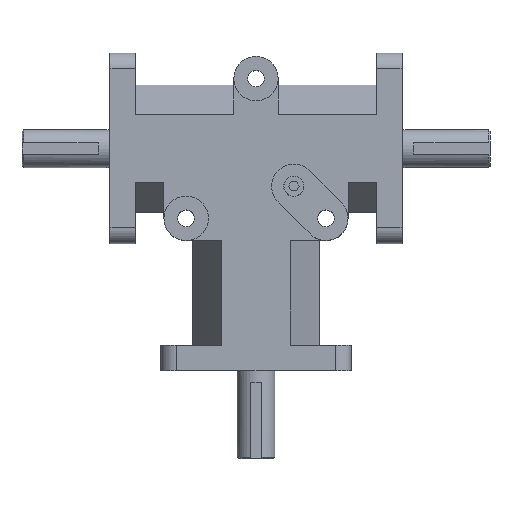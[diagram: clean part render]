
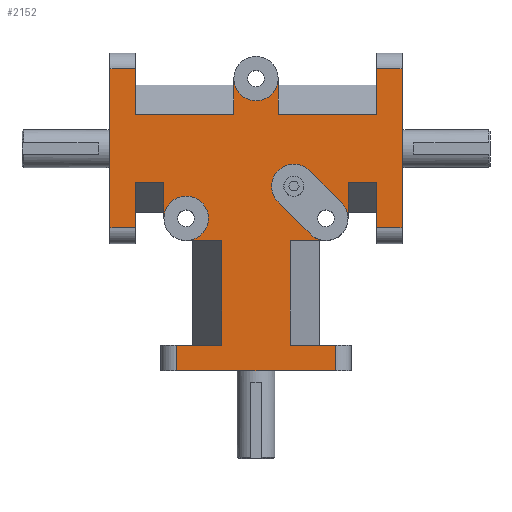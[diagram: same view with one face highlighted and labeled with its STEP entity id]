
A CAD part, top view. The second image highlights one B-rep face of the part: STEP entity #2152.
In plain terms, the highlighted planar face has unit normal (0, 0, 1).
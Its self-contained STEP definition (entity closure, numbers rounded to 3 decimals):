
#59=VECTOR('',#2613,1.);
#60=VECTOR('',#2618,1.);
#65=VECTOR('',#2637,1.);
#70=VECTOR('',#2658,1.);
#75=VECTOR('',#2677,1.);
#78=VECTOR('',#2690,1.);
#84=VECTOR('',#2703,1.);
#86=VECTOR('',#2710,1.);
#92=VECTOR('',#2725,1.);
#100=VECTOR('',#2738,1.);
#119=VECTOR('',#2765,1.);
#120=VECTOR('',#2766,1.);
#121=VECTOR('',#2769,1.);
#122=VECTOR('',#2770,1.);
#123=VECTOR('',#2771,1.);
#124=VECTOR('',#2772,1.);
#125=VECTOR('',#2773,1.);
#126=VECTOR('',#2774,1.);
#127=VECTOR('',#2777,1.);
#128=VECTOR('',#2778,1.);
#129=VECTOR('',#2779,1.);
#130=VECTOR('',#2780,1.);
#131=VECTOR('',#2781,1.);
#132=VECTOR('',#2782,1.);
#133=VECTOR('',#2785,1.);
#134=VECTOR('',#2788,1.);
#135=VECTOR('',#2789,1.);
#136=VECTOR('',#2790,1.);
#137=VECTOR('',#2791,1.);
#247=LINE('',#3205,#59);
#248=LINE('',#3210,#60);
#253=LINE('',#3232,#65);
#258=LINE('',#3255,#70);
#263=LINE('',#3277,#75);
#266=LINE('',#3291,#78);
#272=LINE('',#3309,#84);
#274=LINE('',#3316,#86);
#280=LINE('',#3335,#92);
#288=LINE('',#3352,#100);
#307=LINE('',#3391,#119);
#308=LINE('',#3393,#120);
#309=LINE('',#3397,#121);
#310=LINE('',#3399,#122);
#311=LINE('',#3401,#123);
#312=LINE('',#3402,#124);
#313=LINE('',#3403,#125);
#314=LINE('',#3405,#126);
#315=LINE('',#3409,#127);
#316=LINE('',#3411,#128);
#317=LINE('',#3413,#129);
#318=LINE('',#3414,#130);
#319=LINE('',#3416,#131);
#320=LINE('',#3418,#132);
#321=LINE('',#3422,#133);
#322=LINE('',#3426,#134);
#323=LINE('',#3429,#135);
#324=LINE('',#3431,#136);
#325=LINE('',#3432,#137);
#425=PLANE('',#2348);
#537=VERTEX_POINT('',#3199);
#540=VERTEX_POINT('',#3204);
#542=VERTEX_POINT('',#3209);
#543=VERTEX_POINT('',#3211);
#549=VERTEX_POINT('',#3226);
#552=VERTEX_POINT('',#3231);
#562=VERTEX_POINT('',#3254);
#563=VERTEX_POINT('',#3256);
#569=VERTEX_POINT('',#3271);
#572=VERTEX_POINT('',#3276);
#578=VERTEX_POINT('',#3290);
#579=VERTEX_POINT('',#3292);
#586=VERTEX_POINT('',#3308);
#589=VERTEX_POINT('',#3317);
#602=VERTEX_POINT('',#3351);
#618=VERTEX_POINT('',#3392);
#619=VERTEX_POINT('',#3394);
#620=VERTEX_POINT('',#3396);
#621=VERTEX_POINT('',#3398);
#622=VERTEX_POINT('',#3400);
#623=VERTEX_POINT('',#3404);
#624=VERTEX_POINT('',#3406);
#625=VERTEX_POINT('',#3408);
#626=VERTEX_POINT('',#3410);
#627=VERTEX_POINT('',#3412);
#628=VERTEX_POINT('',#3415);
#629=VERTEX_POINT('',#3417);
#630=VERTEX_POINT('',#3419);
#631=VERTEX_POINT('',#3421);
#632=VERTEX_POINT('',#3423);
#633=VERTEX_POINT('',#3425);
#634=VERTEX_POINT('',#3427);
#635=VERTEX_POINT('',#3428);
#636=VERTEX_POINT('',#3430);
#766=CIRCLE('',#2349,11.113);
#767=CIRCLE('',#2350,11.113);
#768=CIRCLE('',#2351,11.113);
#769=CIRCLE('',#2352,11.113);
#873=EDGE_CURVE('',#540,#537,#247,.T.);
#875=EDGE_CURVE('',#542,#543,#248,.T.);
#885=EDGE_CURVE('',#552,#549,#253,.T.);
#895=EDGE_CURVE('',#562,#563,#258,.T.);
#905=EDGE_CURVE('',#572,#569,#263,.T.);
#911=EDGE_CURVE('',#578,#579,#266,.T.);
#920=EDGE_CURVE('',#586,#540,#272,.T.);
#924=EDGE_CURVE('',#543,#589,#274,.T.);
#934=EDGE_CURVE('',#549,#562,#280,.T.);
#944=EDGE_CURVE('',#602,#572,#288,.T.);
#966=EDGE_CURVE('',#618,#586,#307,.T.);
#967=EDGE_CURVE('',#619,#618,#308,.T.);
#968=EDGE_CURVE('',#619,#620,#766,.T.);
#969=EDGE_CURVE('',#621,#620,#309,.T.);
#970=EDGE_CURVE('',#622,#621,#310,.T.);
#971=EDGE_CURVE('',#579,#622,#311,.T.);
#972=EDGE_CURVE('',#569,#578,#312,.T.);
#973=EDGE_CURVE('',#623,#602,#313,.T.);
#974=EDGE_CURVE('',#624,#623,#314,.T.);
#975=EDGE_CURVE('',#624,#625,#767,.T.);
#976=EDGE_CURVE('',#626,#625,#315,.T.);
#977=EDGE_CURVE('',#627,#626,#316,.T.);
#978=EDGE_CURVE('',#563,#627,#317,.T.);
#979=EDGE_CURVE('',#628,#552,#318,.T.);
#980=EDGE_CURVE('',#629,#628,#319,.T.);
#981=EDGE_CURVE('',#630,#629,#320,.T.);
#982=EDGE_CURVE('',#630,#631,#768,.T.);
#983=EDGE_CURVE('',#631,#632,#321,.T.);
#984=EDGE_CURVE('',#632,#633,#769,.T.);
#985=EDGE_CURVE('',#633,#634,#322,.T.);
#986=EDGE_CURVE('',#634,#635,#768,.T.);
#987=EDGE_CURVE('',#636,#635,#323,.T.);
#988=EDGE_CURVE('',#589,#636,#324,.T.);
#989=EDGE_CURVE('',#537,#542,#325,.T.);
#1340=ORIENTED_EDGE('',*,*,#873,.F.);
#1341=ORIENTED_EDGE('',*,*,#920,.F.);
#1342=ORIENTED_EDGE('',*,*,#966,.F.);
#1343=ORIENTED_EDGE('',*,*,#967,.F.);
#1344=ORIENTED_EDGE('',*,*,#968,.T.);
#1345=ORIENTED_EDGE('',*,*,#969,.F.);
#1346=ORIENTED_EDGE('',*,*,#970,.F.);
#1347=ORIENTED_EDGE('',*,*,#971,.F.);
#1348=ORIENTED_EDGE('',*,*,#911,.F.);
#1349=ORIENTED_EDGE('',*,*,#972,.F.);
#1350=ORIENTED_EDGE('',*,*,#905,.F.);
#1351=ORIENTED_EDGE('',*,*,#944,.F.);
#1352=ORIENTED_EDGE('',*,*,#973,.F.);
#1353=ORIENTED_EDGE('',*,*,#974,.F.);
#1354=ORIENTED_EDGE('',*,*,#975,.T.);
#1355=ORIENTED_EDGE('',*,*,#976,.F.);
#1356=ORIENTED_EDGE('',*,*,#977,.F.);
#1357=ORIENTED_EDGE('',*,*,#978,.F.);
#1358=ORIENTED_EDGE('',*,*,#895,.F.);
#1359=ORIENTED_EDGE('',*,*,#934,.F.);
#1360=ORIENTED_EDGE('',*,*,#885,.F.);
#1361=ORIENTED_EDGE('',*,*,#979,.F.);
#1362=ORIENTED_EDGE('',*,*,#980,.F.);
#1363=ORIENTED_EDGE('',*,*,#981,.F.);
#1364=ORIENTED_EDGE('',*,*,#982,.T.);
#1365=ORIENTED_EDGE('',*,*,#983,.T.);
#1366=ORIENTED_EDGE('',*,*,#984,.T.);
#1367=ORIENTED_EDGE('',*,*,#985,.T.);
#1368=ORIENTED_EDGE('',*,*,#986,.T.);
#1369=ORIENTED_EDGE('',*,*,#987,.F.);
#1370=ORIENTED_EDGE('',*,*,#988,.F.);
#1371=ORIENTED_EDGE('',*,*,#924,.F.);
#1372=ORIENTED_EDGE('',*,*,#875,.F.);
#1373=ORIENTED_EDGE('',*,*,#989,.F.);
#1770=EDGE_LOOP('',(#1340,#1341,#1342,#1343,#1344,#1345,#1346,#1347,#1348,
#1349,#1350,#1351,#1352,#1353,#1354,#1355,#1356,#1357,#1358,#1359,#1360,
#1361,#1362,#1363,#1364,#1365,#1366,#1367,#1368,#1369,#1370,#1371,#1372,
#1373));
#1977=FACE_BOUND('',#1770,.T.);
#2152=ADVANCED_FACE('',(#1977),#425,.T.);
#2348=AXIS2_PLACEMENT_3D('',#3390,#2764,$);
#2349=AXIS2_PLACEMENT_3D('',#3395,#2767,#2768);
#2350=AXIS2_PLACEMENT_3D('',#3407,#2775,#2776);
#2351=AXIS2_PLACEMENT_3D('',#3420,#2783,#2784);
#2352=AXIS2_PLACEMENT_3D('',#3424,#2786,#2787);
#2613=DIRECTION('',(1.,0.,0.));
#2618=DIRECTION('',(-1.,0.,0.));
#2637=DIRECTION('',(0.,-1.,0.));
#2658=DIRECTION('',(0.,1.,0.));
#2677=DIRECTION('',(-1.,0.,0.));
#2690=DIRECTION('',(1.,0.,0.));
#2703=DIRECTION('',(0.,1.,0.));
#2710=DIRECTION('',(0.,1.,0.));
#2725=DIRECTION('',(-1.,0.,0.));
#2738=DIRECTION('',(0.,-1.,0.));
#2764=DIRECTION('',(0.,0.,1.));
#2765=DIRECTION('',(1.,0.,0.));
#2766=DIRECTION('',(0.,-1.,0.));
#2767=DIRECTION('',(0.,0.,-1.));
#2768=DIRECTION('',(11.113,0.,0.));
#2769=DIRECTION('',(0.,1.,0.));
#2770=DIRECTION('',(1.,0.,0.));
#2771=DIRECTION('',(0.,-1.,0.));
#2772=DIRECTION('',(0.,1.,0.));
#2773=DIRECTION('',(-1.,0.,0.));
#2774=DIRECTION('',(0.,1.,0.));
#2775=DIRECTION('',(0.,0.,-1.));
#2776=DIRECTION('',(11.113,0.,0.));
#2777=DIRECTION('',(-1.,0.,0.));
#2778=DIRECTION('',(0.,1.,0.));
#2779=DIRECTION('',(1.,0.,0.));
#2780=DIRECTION('',(1.,0.,0.));
#2781=DIRECTION('',(0.,-1.,0.));
#2782=DIRECTION('',(-1.,0.,0.));
#2783=DIRECTION('',(0.,0.,-1.));
#2784=DIRECTION('',(11.113,0.,0.));
#2785=DIRECTION('',(-0.707,0.707,0.));
#2786=DIRECTION('',(0.,0.,-1.));
#2787=DIRECTION('',(11.113,0.,0.));
#2788=DIRECTION('',(0.707,-0.707,0.));
#2789=DIRECTION('',(0.,-1.,0.));
#2790=DIRECTION('',(-1.,0.,0.));
#2791=DIRECTION('',(0.,-1.,0.));
#3199=CARTESIAN_POINT('',(73.025,150.876,31.75));
#3204=CARTESIAN_POINT('',(60.325,150.876,31.75));
#3205=CARTESIAN_POINT('',(36.513,150.876,31.75));
#3209=CARTESIAN_POINT('',(73.025,71.374,31.75));
#3210=CARTESIAN_POINT('',(30.163,71.374,31.75));
#3211=CARTESIAN_POINT('',(60.325,71.374,31.75));
#3226=CARTESIAN_POINT('',(39.751,0.,31.75));
#3231=CARTESIAN_POINT('',(39.751,12.7,31.75));
#3232=CARTESIAN_POINT('',(39.751,41.4,31.75));
#3254=CARTESIAN_POINT('',(-39.751,0.,31.75));
#3255=CARTESIAN_POINT('',(-39.751,47.75,31.75));
#3256=CARTESIAN_POINT('',(-39.751,12.7,31.75));
#3271=CARTESIAN_POINT('',(-73.025,71.374,31.75));
#3276=CARTESIAN_POINT('',(-60.325,71.374,31.75));
#3277=CARTESIAN_POINT('',(-36.513,71.374,31.75));
#3290=CARTESIAN_POINT('',(-73.025,150.876,31.75));
#3291=CARTESIAN_POINT('',(-30.163,150.876,31.75));
#3292=CARTESIAN_POINT('',(-60.325,150.876,31.75));
#3308=CARTESIAN_POINT('',(60.325,128.21,31.75));
#3309=CARTESIAN_POINT('',(60.325,142.875,31.75));
#3316=CARTESIAN_POINT('',(60.325,81.087,31.75));
#3317=CARTESIAN_POINT('',(60.325,94.04,31.75));
#3335=CARTESIAN_POINT('',(-47.625,0.,31.75));
#3351=CARTESIAN_POINT('',(-60.325,94.04,31.75));
#3352=CARTESIAN_POINT('',(-60.325,63.5,31.75));
#3390=CARTESIAN_POINT('',(0.,82.8,31.75));
#3391=CARTESIAN_POINT('',(30.163,128.21,31.75));
#3392=CARTESIAN_POINT('',(11.113,128.21,31.75));
#3393=CARTESIAN_POINT('',(11.113,112.837,31.75));
#3394=CARTESIAN_POINT('',(11.113,146.05,31.75));
#3395=CARTESIAN_POINT('',(0.,146.05,31.75));
#3396=CARTESIAN_POINT('',(-11.113,146.05,31.75));
#3397=CARTESIAN_POINT('',(-11.113,142.875,31.75));
#3398=CARTESIAN_POINT('',(-11.113,128.21,31.75));
#3399=CARTESIAN_POINT('',(-5.556,128.21,31.75));
#3400=CARTESIAN_POINT('',(-60.325,128.21,31.75));
#3401=CARTESIAN_POINT('',(-60.325,112.837,31.75));
#3402=CARTESIAN_POINT('',(-73.025,63.5,31.75));
#3403=CARTESIAN_POINT('',(-30.163,94.04,31.75));
#3404=CARTESIAN_POINT('',(-46.038,94.04,31.75));
#3405=CARTESIAN_POINT('',(-46.038,81.087,31.75));
#3406=CARTESIAN_POINT('',(-46.038,76.2,31.75));
#3407=CARTESIAN_POINT('',(-34.925,76.2,31.75));
#3408=CARTESIAN_POINT('',(-34.925,65.088,31.75));
#3409=CARTESIAN_POINT('',(-31.75,65.088,31.75));
#3410=CARTESIAN_POINT('',(-17.085,65.088,31.75));
#3411=CARTESIAN_POINT('',(-17.085,73.944,31.75));
#3412=CARTESIAN_POINT('',(-17.085,12.7,31.75));
#3413=CARTESIAN_POINT('',(-15.875,12.7,31.75));
#3414=CARTESIAN_POINT('',(31.75,12.7,31.75));
#3415=CARTESIAN_POINT('',(17.085,12.7,31.75));
#3416=CARTESIAN_POINT('',(17.085,47.75,31.75));
#3417=CARTESIAN_POINT('',(17.085,65.088,31.75));
#3418=CARTESIAN_POINT('',(15.875,65.088,31.75));
#3419=CARTESIAN_POINT('',(34.925,65.088,31.75));
#3420=CARTESIAN_POINT('',(34.925,76.2,31.75));
#3421=CARTESIAN_POINT('',(27.067,68.342,31.75));
#3422=CARTESIAN_POINT('',(16.686,78.724,31.75));
#3423=CARTESIAN_POINT('',(11.065,84.344,31.75));
#3424=CARTESIAN_POINT('',(18.923,92.202,31.75));
#3425=CARTESIAN_POINT('',(26.781,100.06,31.75));
#3426=CARTESIAN_POINT('',(24.4,102.44,31.75));
#3427=CARTESIAN_POINT('',(42.783,84.058,31.75));
#3428=CARTESIAN_POINT('',(46.038,76.2,31.75));
#3429=CARTESIAN_POINT('',(46.038,76.2,31.75));
#3430=CARTESIAN_POINT('',(46.038,94.04,31.75));
#3431=CARTESIAN_POINT('',(23.019,94.04,31.75));
#3432=CARTESIAN_POINT('',(73.025,63.5,31.75));
